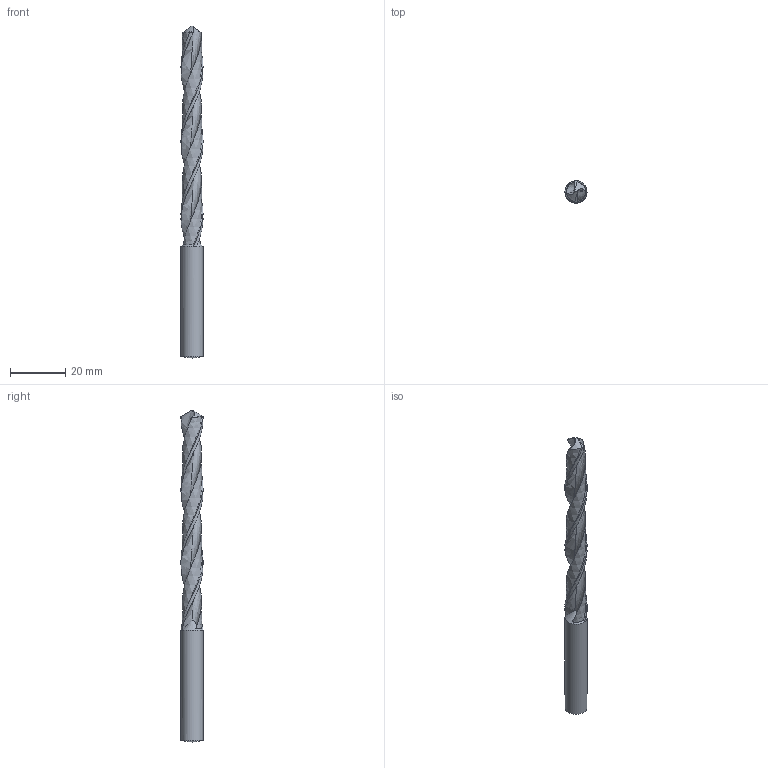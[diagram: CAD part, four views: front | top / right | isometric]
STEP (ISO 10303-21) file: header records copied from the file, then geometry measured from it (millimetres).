
FILE_DESCRIPTION(('Open CASCADE Model'),'2;1');
FILE_NAME('Open CASCADE Shape Model','2022-05-04T14:58:21',('Author'),( 'Open CASCADE'),'Open CASCADE STEP processor 7.5','Open CASCADE 7.5' ,'Unknown');
FILE_SCHEMA(('CONFIG_CONTROL_DESIGN'));
Length unit declared in the file: millimetre
Products named in the file (1): Open CASCADE STEP translator 7.5 2
Bounding box: 8 x 8 x 120.32 mm (x, y, z)
Volume: 3509.9 mm3; surface area: 3277.9 mm2
Topology: 1 solids, 1 shells, 19 faces, 49 edges, 31 vertices
Faces by surface type: bspline 10, cone 8, cylinder 1
Full cylindrical faces by diameter (mm): 8 x1
Entity records: 4269 total; most frequent: CARTESIAN_POINT 3495, B_SPLINE_CURVE_WITH_KNOTS 99, ORIENTED_EDGE 96, PCURVE 96, DEFINITIONAL_REPRESENTATION 96, DIRECTION 62, EDGE_CURVE 48, SURFACE_CURVE 46
